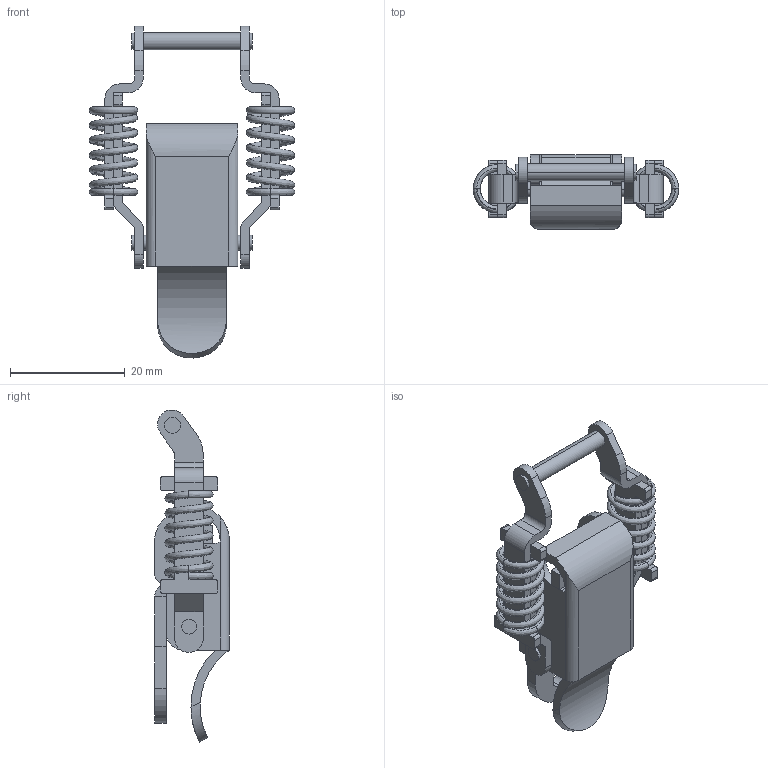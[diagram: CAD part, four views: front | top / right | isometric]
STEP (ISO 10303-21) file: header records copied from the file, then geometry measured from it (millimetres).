
FILE_DESCRIPTION( (''), '2;1');
FILE_NAME ('PC007.55440.TL_207_2_H_31831.stp','2025-05-19T14:55:46',(''),(''),'spGate 19.8.4 (****-****-****-****)','','');
FILE_SCHEMA (('AUTOMOTIVE_DESIGN'));
Length unit declared in the file: millimetre
Products named in the file (7): Assembly; アーム(A); アーム(B); ベース; レバー; スプリング1; スプリング2
Assembly tree (6 placements, depth 2):
  Assembly
    アーム(A)
    アーム(B)
    ベース
    レバー
    スプリング1
    スプリング2
Bounding box: 35.73 x 13 x 57.79 mm (x, y, z)
Volume: 4254.4 mm3; surface area: 6973.5 mm2
Topology: 6 solids, 6 shells, 220 faces, 576 edges, 374 vertices
Faces by surface type: plane 114, cylinder 78, bspline 28
Entity records: 14070 total; most frequent: CARTESIAN_POINT 4050, ORIENTED_EDGE 1148, DIRECTION 1062, COLOUR_RGB 800, PRESENTATION_STYLE_ASSIGNMENT 800, STYLED_ITEM 800, EDGE_CURVE 574, DRAUGHTING_PRE_DEFINED_CURVE_FONT 574
